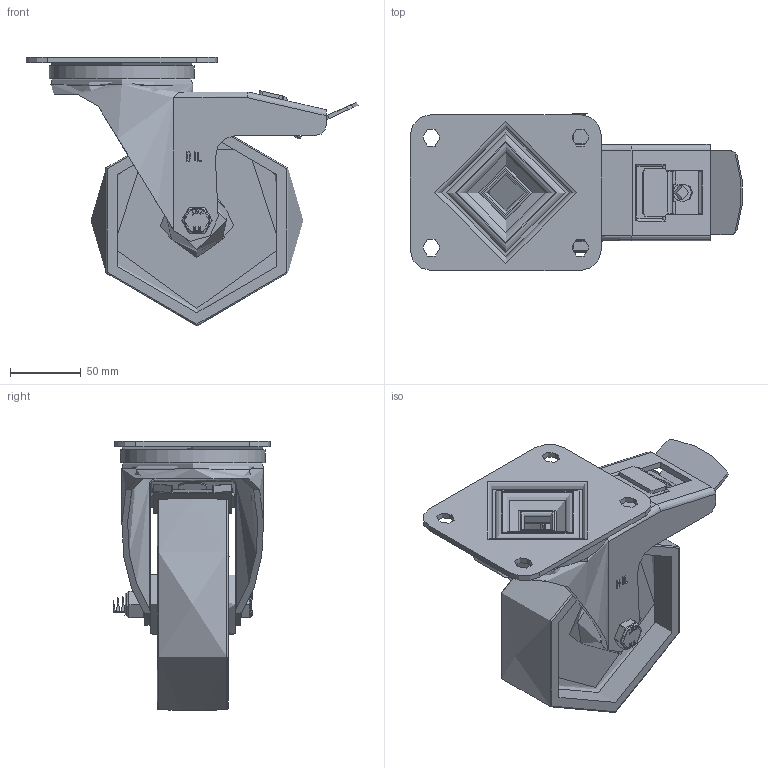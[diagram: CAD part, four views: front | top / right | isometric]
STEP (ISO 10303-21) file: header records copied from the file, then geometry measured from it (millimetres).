
FILE_DESCRIPTION(/* description */ (''),/* implementation_level */ '2;1');
FILE_NAME(/* name */ 'BZPH150CISWB.step',/* time_stamp */ '2024-10-22T10:27:01+01:00',/* author */ (''),/* organization */ (''),/* preprocessor_version */ 'ST-DEVELOPER v20',/* originating_system */ 'Autodesk Translation Framework v13.20.0.188',/* authorisation */ '');
FILE_SCHEMA (('AUTOMOTIVE_DESIGN { 1 0 10303 214 3 1 1 }'));
Length unit declared in the file: millimetre
Products named in the file (21): BZPH150CISWB; BZPH150ASSWB v1; ZINC PLATED, PRESSED STEEL TOP PLATE; ZINC PLATED, PRESSED STEEL FORKS; ZINC PLATED,PRESSED STEEL BRAKE PEDAL; BEARING SEAL; BRAKE PAD; BRAKE PAD Geometry; BRAKE BOLT; BZH150WCIM20 v1; CAST IRON WHEEL; CAST IRON WHEEL2; GREASE NIPPLE; TUBEM20X60 v1; ZINC PLATED STEEL TUBE; HEXBOLTM12X90Z8.8 v2; GRADE 8.8 ZINC PLATED BOLT; NYLOCM12Z14MM v1; NYLOC NUT; NUT; RUBBER
Assembly tree (20 placements, depth 4):
  BZPH150CISWB
    BZPH150ASSWB v1
      ZINC PLATED, PRESSED STEEL TOP PLATE
      ZINC PLATED, PRESSED STEEL FORKS
      ZINC PLATED,PRESSED STEEL BRAKE PEDAL
      BEARING SEAL
      BRAKE PAD
        BRAKE PAD Geometry
        BRAKE BOLT
    BZH150WCIM20 v1
      CAST IRON WHEEL
        CAST IRON WHEEL2
        GREASE NIPPLE
    TUBEM20X60 v1
      ZINC PLATED STEEL TUBE
    HEXBOLTM12X90Z8.8 v2
      GRADE 8.8 ZINC PLATED BOLT
    NYLOCM12Z14MM v1
      NYLOC NUT
        NUT
        RUBBER
Bounding box: 234.04 x 111 x 189.9 mm (x, y, z)
Volume: 672076.7 mm3; surface area: 233755.7 mm2
Topology: 13 solids, 13 shells, 580 faces, 1446 edges, 914 vertices
Faces by surface type: plane 265, cylinder 191, bspline 50, torus 42, sphere 23, cone 9
Full cylindrical faces by diameter (mm): 5 x2, 9.836 x16, 10 x2, 11.834 x16, 12 x3, 12.1 x2, 12.5 x1, 14 x2, 17.75 x1, 18.5 x1, 19.9 x1, 20.2 x2, 26 x1, 42.2 x1, 50 x1, 52 x1, 62 x1, 73 x2, 92 x1, 99.95 x1, 100 x1, 101.95 x1, 130 x2
Entity records: 25748 total; most frequent: CARTESIAN_POINT 11520, ORIENTED_EDGE 2870, DIRECTION 2813, EDGE_CURVE 1435, AXIS2_PLACEMENT_3D 1036, VERTEX_POINT 914, LINE 741, VECTOR 741
